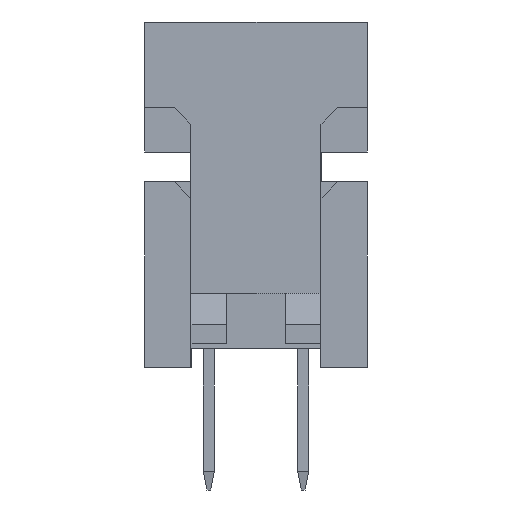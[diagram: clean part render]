
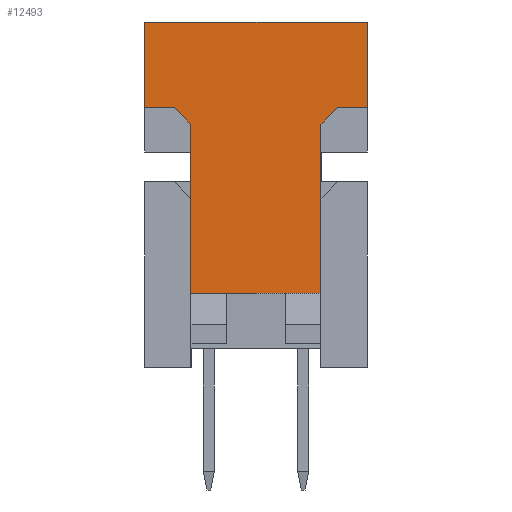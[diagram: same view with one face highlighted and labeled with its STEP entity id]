
A CAD part, left-side view. The second image highlights one B-rep face of the part: STEP entity #12493.
In plain terms, the highlighted planar face has unit normal (-1, 0, 0).
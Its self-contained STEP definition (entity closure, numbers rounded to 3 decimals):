
#2948=ORIENTED_EDGE('',*,*,#5339,.F.);
#2949=ORIENTED_EDGE('',*,*,#5352,.F.);
#2950=ORIENTED_EDGE('',*,*,#5353,.T.);
#2951=ORIENTED_EDGE('',*,*,#5354,.F.);
#2952=ORIENTED_EDGE('',*,*,#5355,.T.);
#2953=ORIENTED_EDGE('',*,*,#5356,.T.);
#2954=ORIENTED_EDGE('',*,*,#5357,.T.);
#2955=ORIENTED_EDGE('',*,*,#5358,.F.);
#2956=ORIENTED_EDGE('',*,*,#5331,.T.);
#2957=ORIENTED_EDGE('',*,*,#5359,.T.);
#5331=EDGE_CURVE('',#6701,#6700,#8156,.T.);
#5339=EDGE_CURVE('',#6706,#6707,#8164,.T.);
#5352=EDGE_CURVE('',#6717,#6706,#8177,.T.);
#5353=EDGE_CURVE('',#6717,#6718,#8178,.F.);
#5354=EDGE_CURVE('',#6719,#6718,#8179,.T.);
#5355=EDGE_CURVE('',#6719,#6720,#8180,.T.);
#5356=EDGE_CURVE('',#6720,#6721,#8181,.T.);
#5357=EDGE_CURVE('',#6721,#6722,#8182,.F.);
#5358=EDGE_CURVE('',#6701,#6722,#8183,.T.);
#5359=EDGE_CURVE('',#6700,#6707,#8184,.T.);
#6700=VERTEX_POINT('',#19665);
#6701=VERTEX_POINT('',#19667);
#6706=VERTEX_POINT('',#19680);
#6707=VERTEX_POINT('',#19682);
#6717=VERTEX_POINT('',#19708);
#6718=VERTEX_POINT('',#19710);
#6719=VERTEX_POINT('',#19712);
#6720=VERTEX_POINT('',#19714);
#6721=VERTEX_POINT('',#19716);
#6722=VERTEX_POINT('',#19718);
#8156=LINE('',#19666,#9799);
#8164=LINE('',#19681,#9807);
#8177=LINE('',#19707,#9820);
#8178=LINE('',#19709,#9821);
#8179=LINE('',#19711,#9822);
#8180=LINE('',#19713,#9823);
#8181=LINE('',#19715,#9824);
#8182=LINE('',#19717,#9825);
#8183=LINE('',#19719,#9826);
#8184=LINE('',#19720,#9827);
#9799=VECTOR('',#16043,1000.);
#9807=VECTOR('',#16053,1000.);
#9820=VECTOR('',#16072,1000.);
#9821=VECTOR('',#16073,1000.);
#9822=VECTOR('',#16074,1000.);
#9823=VECTOR('',#16075,1000.);
#9824=VECTOR('',#16076,1000.);
#9825=VECTOR('',#16077,1000.);
#9826=VECTOR('',#16078,1000.);
#9827=VECTOR('',#16079,1000.);
#10680=EDGE_LOOP('',(#2948,#2949,#2950,#2951,#2952,#2953,#2954,#2955,#2956,
#2957));
#11353=FACE_BOUND('',#10680,.T.);
#11890=PLANE('',#13449);
#12493=ADVANCED_FACE('',(#11353),#11890,.T.);
#13449=AXIS2_PLACEMENT_3D('',#19706,#16070,#16071);
#16043=DIRECTION('',(0.,0.,1.));
#16053=DIRECTION('',(0.,0.,1.));
#16070=DIRECTION('',(-1.,0.,0.));
#16071=DIRECTION('',(0.,0.,1.));
#16072=DIRECTION('',(0.,1.,0.));
#16073=DIRECTION('',(0.,0.707,0.707));
#16074=DIRECTION('',(0.,0.,1.));
#16075=DIRECTION('',(0.,-1.,0.));
#16076=DIRECTION('',(0.,0.,1.));
#16077=DIRECTION('',(0.,0.707,-0.707));
#16078=DIRECTION('',(0.,1.,0.));
#16079=DIRECTION('',(0.,1.,0.));
#19665=CARTESIAN_POINT('',(-24.315,-3.,1.15));
#19666=CARTESIAN_POINT('',(-24.315,-3.,-1.15));
#19667=CARTESIAN_POINT('',(-24.315,-3.,-1.15));
#19680=CARTESIAN_POINT('',(-24.315,3.,-1.15));
#19681=CARTESIAN_POINT('',(-24.315,3.,-1.15));
#19682=CARTESIAN_POINT('',(-24.315,3.,1.15));
#19706=CARTESIAN_POINT('',(-24.315,-3.,-1.15));
#19707=CARTESIAN_POINT('',(-24.315,-3.,-1.15));
#19708=CARTESIAN_POINT('',(-24.315,2.2,-1.15));
#19709=CARTESIAN_POINT('',(-24.315,2.2,-1.15));
#19710=CARTESIAN_POINT('',(-24.315,1.75,-1.6));
#19711=CARTESIAN_POINT('',(-24.315,1.75,-6.15));
#19712=CARTESIAN_POINT('',(-24.315,1.75,-6.15));
#19713=CARTESIAN_POINT('',(-24.315,1.75,-6.15));
#19714=CARTESIAN_POINT('',(-24.315,-1.75,-6.15));
#19715=CARTESIAN_POINT('',(-24.315,-1.75,-6.15));
#19716=CARTESIAN_POINT('',(-24.315,-1.75,-1.6));
#19717=CARTESIAN_POINT('',(-24.315,-2.2,-1.15));
#19718=CARTESIAN_POINT('',(-24.315,-2.2,-1.15));
#19719=CARTESIAN_POINT('',(-24.315,-3.,-1.15));
#19720=CARTESIAN_POINT('',(-24.315,-3.,1.15));
